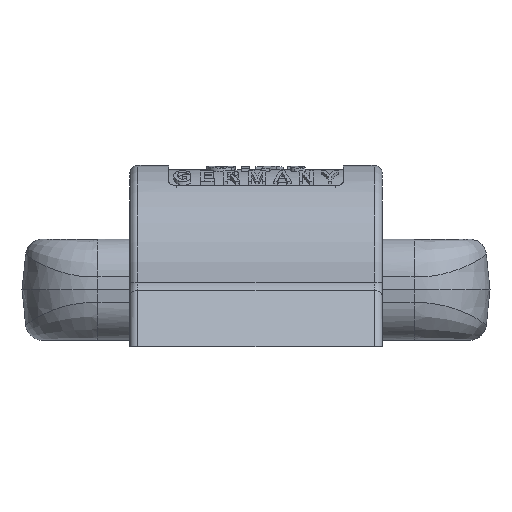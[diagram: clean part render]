
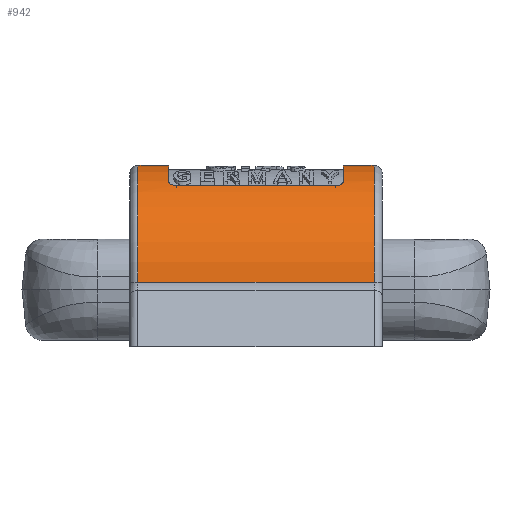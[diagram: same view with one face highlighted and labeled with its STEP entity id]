
A CAD part, front view. The second image highlights one B-rep face of the part: STEP entity #942.
In plain terms, the highlighted cylindrical face has radius 29.5 mm (diameter 59 mm), a partial arc.
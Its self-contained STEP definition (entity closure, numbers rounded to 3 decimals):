
#942=ADVANCED_FACE('',(#1882,#1883),#1400,.T.);
#1400=CYLINDRICAL_SURFACE('',#8068,29.5);
#1492=B_SPLINE_CURVE_WITH_KNOTS('',3,(#10461,#10462,#10463,#10464,#10465,
#10466,#10467,#10468,#10469,#10470,#10471,#10472,#10473,#10474,#10475,#10476),
 .UNSPECIFIED.,.F.,.F.,(4,3,3,3,3,4),(0.,0.302,0.562,
0.758,0.955,1.),.UNSPECIFIED.);
#1493=B_SPLINE_CURVE_WITH_KNOTS('',3,(#10480,#10481,#10482,#10483,#10484,
#10485,#10486,#10487,#10488,#10489,#10490,#10491,#10492,#10493,#10494,#10495),
 .UNSPECIFIED.,.F.,.F.,(4,3,3,3,3,4),(0.,0.175,0.35,
0.536,0.752,1.),.UNSPECIFIED.);
#1494=B_SPLINE_CURVE_WITH_KNOTS('',3,(#10499,#10500,#10501,#10502,#10503,
#10504,#10505,#10506,#10507,#10508,#10509,#10510,#10511,#10512,#10513,#10514),
 .UNSPECIFIED.,.F.,.F.,(4,3,3,3,3,4),(0.,0.302,0.562,
0.758,0.955,1.),.UNSPECIFIED.);
#1495=B_SPLINE_CURVE_WITH_KNOTS('',3,(#10518,#10519,#10520,#10521,#10522,
#10523,#10524,#10525,#10526,#10527,#10528,#10529,#10530,#10531,#10532,#10533),
 .UNSPECIFIED.,.F.,.F.,(4,3,3,3,3,4),(0.,0.175,0.35,
0.536,0.752,1.),.UNSPECIFIED.);
#1882=FACE_BOUND('',#1928,.T.);
#1883=FACE_BOUND('',#1929,.T.);
#1928=EDGE_LOOP('',(#2612,#2613,#2614,#2615));
#1929=EDGE_LOOP('',(#2616,#2617,#2618,#2619,#2620,#2621,#2622,#2623));
#2421=CIRCLE('',#8064,29.5);
#2422=CIRCLE('',#8065,29.5);
#2423=CIRCLE('',#8066,29.5);
#2424=CIRCLE('',#8067,29.5);
#2612=ORIENTED_EDGE('',*,*,#5678,.T.);
#2613=ORIENTED_EDGE('',*,*,#5679,.T.);
#2614=ORIENTED_EDGE('',*,*,#5680,.T.);
#2615=ORIENTED_EDGE('',*,*,#5681,.T.);
#2616=ORIENTED_EDGE('',*,*,#5682,.F.);
#2617=ORIENTED_EDGE('',*,*,#5683,.F.);
#2618=ORIENTED_EDGE('',*,*,#5684,.F.);
#2619=ORIENTED_EDGE('',*,*,#5685,.F.);
#2620=ORIENTED_EDGE('',*,*,#5686,.F.);
#2621=ORIENTED_EDGE('',*,*,#5687,.F.);
#2622=ORIENTED_EDGE('',*,*,#5688,.F.);
#2623=ORIENTED_EDGE('',*,*,#5689,.F.);
#4938=VERTEX_POINT('',#10451);
#4939=VERTEX_POINT('',#10452);
#4940=VERTEX_POINT('',#10454);
#4941=VERTEX_POINT('',#10456);
#4942=VERTEX_POINT('',#10459);
#4943=VERTEX_POINT('',#10460);
#4944=VERTEX_POINT('',#10477);
#4945=VERTEX_POINT('',#10479);
#4946=VERTEX_POINT('',#10496);
#4947=VERTEX_POINT('',#10498);
#4948=VERTEX_POINT('',#10515);
#4949=VERTEX_POINT('',#10517);
#5678=EDGE_CURVE('',#4938,#4939,#6841,.T.);
#5679=EDGE_CURVE('',#4939,#4940,#2421,.T.);
#5680=EDGE_CURVE('',#4940,#4941,#6842,.T.);
#5681=EDGE_CURVE('',#4941,#4938,#2422,.T.);
#5682=EDGE_CURVE('',#4942,#4943,#6843,.T.);
#5683=EDGE_CURVE('',#4944,#4942,#1492,.T.);
#5684=EDGE_CURVE('',#4945,#4944,#2423,.T.);
#5685=EDGE_CURVE('',#4946,#4945,#1493,.T.);
#5686=EDGE_CURVE('',#4947,#4946,#6844,.T.);
#5687=EDGE_CURVE('',#4948,#4947,#1494,.T.);
#5688=EDGE_CURVE('',#4949,#4948,#2424,.T.);
#5689=EDGE_CURVE('',#4943,#4949,#1495,.T.);
#6841=LINE('',#10450,#7414);
#6842=LINE('',#10455,#7415);
#6843=LINE('',#10458,#7416);
#6844=LINE('',#10497,#7417);
#7414=VECTOR('',#8644,1.);
#7415=VECTOR('',#8647,1.);
#7416=VECTOR('',#8650,1.);
#7417=VECTOR('',#8653,1.);
#8064=AXIS2_PLACEMENT_3D('',#10453,#8645,#8646);
#8065=AXIS2_PLACEMENT_3D('',#10457,#8648,#8649);
#8066=AXIS2_PLACEMENT_3D('',#10478,#8651,#8652);
#8067=AXIS2_PLACEMENT_3D('',#10516,#8654,#8655);
#8068=AXIS2_PLACEMENT_3D('',#10534,#8656,#8657);
#8644=DIRECTION('',(-1.,0.,0.));
#8645=DIRECTION('',(1.,0.,0.));
#8646=DIRECTION('',(0.,0.,-1.));
#8647=DIRECTION('',(1.,0.,0.));
#8648=DIRECTION('',(-1.,0.,0.));
#8649=DIRECTION('',(0.,0.,-1.));
#8650=DIRECTION('',(-1.,0.,0.));
#8651=DIRECTION('',(-1.,0.,0.));
#8652=DIRECTION('',(0.,-1.,0.));
#8653=DIRECTION('',(1.,0.,0.));
#8654=DIRECTION('',(1.,0.,0.));
#8655=DIRECTION('',(0.,1.,0.));
#8656=DIRECTION('',(1.,0.,0.));
#8657=DIRECTION('',(0.,0.,1.));
#10450=CARTESIAN_POINT('',(30.,29.447,1.763));
#10451=CARTESIAN_POINT('',(28.,29.447,1.763));
#10452=CARTESIAN_POINT('',(-28.,29.447,1.763));
#10453=CARTESIAN_POINT('',(-28.,0.,0.));
#10454=CARTESIAN_POINT('',(-28.,-29.447,1.763));
#10455=CARTESIAN_POINT('',(30.,-29.447,1.763));
#10456=CARTESIAN_POINT('',(28.,-29.447,1.763));
#10457=CARTESIAN_POINT('',(28.,0.,0.));
#10458=CARTESIAN_POINT('',(30.,16.25,24.621));
#10459=CARTESIAN_POINT('',(18.75,16.25,24.621));
#10460=CARTESIAN_POINT('',(-18.75,16.25,24.621));
#10461=CARTESIAN_POINT('',(20.75,14.25,25.83));
#10462=CARTESIAN_POINT('',(20.75,14.548,25.666));
#10463=CARTESIAN_POINT('',(20.682,14.848,25.493));
#10464=CARTESIAN_POINT('',(20.552,15.117,25.332));
#10465=CARTESIAN_POINT('',(20.44,15.35,25.193));
#10466=CARTESIAN_POINT('',(20.279,15.567,25.059));
#10467=CARTESIAN_POINT('',(20.077,15.746,24.946));
#10468=CARTESIAN_POINT('',(19.924,15.882,24.86));
#10469=CARTESIAN_POINT('',(19.743,15.999,24.785));
#10470=CARTESIAN_POINT('',(19.546,16.085,24.729));
#10471=CARTESIAN_POINT('',(19.348,16.171,24.673));
#10472=CARTESIAN_POINT('',(19.127,16.227,24.636));
#10473=CARTESIAN_POINT('',(18.905,16.244,24.625));
#10474=CARTESIAN_POINT('',(18.853,16.248,24.622));
#10475=CARTESIAN_POINT('',(18.802,16.25,24.621));
#10476=CARTESIAN_POINT('',(18.75,16.25,24.621));
#10477=CARTESIAN_POINT('',(20.75,14.25,25.83));
#10478=CARTESIAN_POINT('',(20.75,0.,0.));
#10479=CARTESIAN_POINT('',(20.75,-14.25,25.83));
#10480=CARTESIAN_POINT('',(18.75,-16.25,24.621));
#10481=CARTESIAN_POINT('',(18.948,-16.25,24.621));
#10482=CARTESIAN_POINT('',(19.149,-16.219,24.641));
#10483=CARTESIAN_POINT('',(19.335,-16.163,24.678));
#10484=CARTESIAN_POINT('',(19.52,-16.106,24.715));
#10485=CARTESIAN_POINT('',(19.696,-16.022,24.77));
#10486=CARTESIAN_POINT('',(19.851,-15.92,24.836));
#10487=CARTESIAN_POINT('',(20.017,-15.81,24.906));
#10488=CARTESIAN_POINT('',(20.164,-15.677,24.99));
#10489=CARTESIAN_POINT('',(20.286,-15.531,25.081));
#10490=CARTESIAN_POINT('',(20.428,-15.361,25.186));
#10491=CARTESIAN_POINT('',(20.539,-15.17,25.302));
#10492=CARTESIAN_POINT('',(20.616,-14.97,25.419));
#10493=CARTESIAN_POINT('',(20.704,-14.741,25.554));
#10494=CARTESIAN_POINT('',(20.75,-14.495,25.695));
#10495=CARTESIAN_POINT('',(20.75,-14.25,25.83));
#10496=CARTESIAN_POINT('',(18.75,-16.25,24.621));
#10497=CARTESIAN_POINT('',(30.,-16.25,24.621));
#10498=CARTESIAN_POINT('',(-18.75,-16.25,24.621));
#10499=CARTESIAN_POINT('',(-20.75,-14.25,25.83));
#10500=CARTESIAN_POINT('',(-20.75,-14.548,25.666));
#10501=CARTESIAN_POINT('',(-20.682,-14.848,25.493));
#10502=CARTESIAN_POINT('',(-20.552,-15.117,25.332));
#10503=CARTESIAN_POINT('',(-20.44,-15.35,25.193));
#10504=CARTESIAN_POINT('',(-20.279,-15.567,25.059));
#10505=CARTESIAN_POINT('',(-20.077,-15.746,24.946));
#10506=CARTESIAN_POINT('',(-19.924,-15.882,24.86));
#10507=CARTESIAN_POINT('',(-19.743,-15.999,24.785));
#10508=CARTESIAN_POINT('',(-19.546,-16.085,24.729));
#10509=CARTESIAN_POINT('',(-19.348,-16.171,24.673));
#10510=CARTESIAN_POINT('',(-19.127,-16.227,24.636));
#10511=CARTESIAN_POINT('',(-18.905,-16.244,24.625));
#10512=CARTESIAN_POINT('',(-18.853,-16.248,24.622));
#10513=CARTESIAN_POINT('',(-18.802,-16.25,24.621));
#10514=CARTESIAN_POINT('',(-18.75,-16.25,24.621));
#10515=CARTESIAN_POINT('',(-20.75,-14.25,25.83));
#10516=CARTESIAN_POINT('',(-20.75,0.,0.));
#10517=CARTESIAN_POINT('',(-20.75,14.25,25.83));
#10518=CARTESIAN_POINT('',(-18.75,16.25,24.621));
#10519=CARTESIAN_POINT('',(-18.948,16.25,24.621));
#10520=CARTESIAN_POINT('',(-19.149,16.219,24.641));
#10521=CARTESIAN_POINT('',(-19.335,16.163,24.678));
#10522=CARTESIAN_POINT('',(-19.52,16.106,24.715));
#10523=CARTESIAN_POINT('',(-19.696,16.022,24.77));
#10524=CARTESIAN_POINT('',(-19.851,15.92,24.836));
#10525=CARTESIAN_POINT('',(-20.017,15.81,24.906));
#10526=CARTESIAN_POINT('',(-20.164,15.677,24.99));
#10527=CARTESIAN_POINT('',(-20.286,15.531,25.081));
#10528=CARTESIAN_POINT('',(-20.428,15.361,25.186));
#10529=CARTESIAN_POINT('',(-20.539,15.17,25.302));
#10530=CARTESIAN_POINT('',(-20.616,14.97,25.419));
#10531=CARTESIAN_POINT('',(-20.704,14.741,25.554));
#10532=CARTESIAN_POINT('',(-20.75,14.495,25.695));
#10533=CARTESIAN_POINT('',(-20.75,14.25,25.83));
#10534=CARTESIAN_POINT('',(30.,0.,0.));
